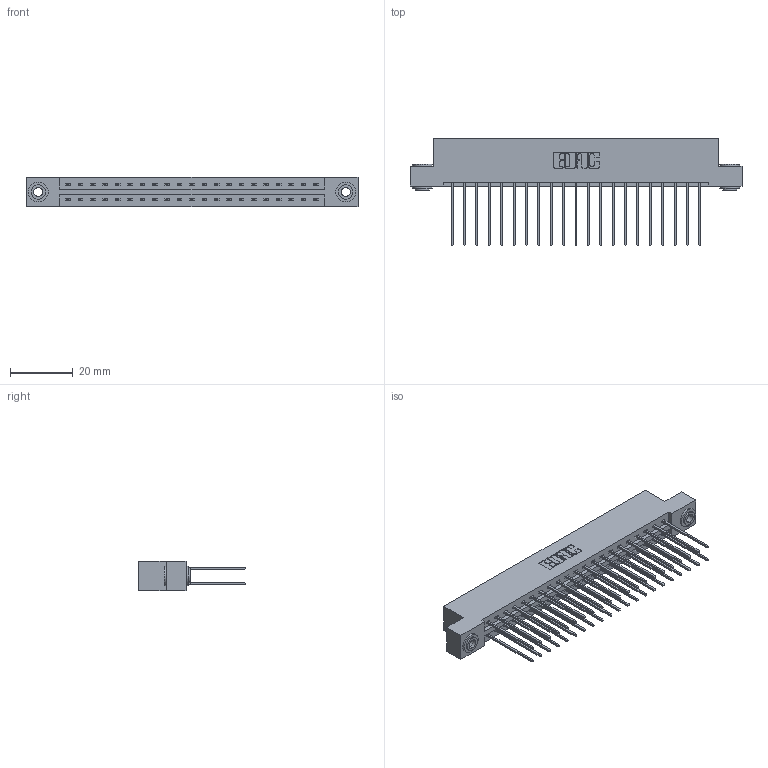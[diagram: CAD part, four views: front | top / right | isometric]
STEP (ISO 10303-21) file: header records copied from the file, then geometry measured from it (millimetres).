
FILE_DESCRIPTION (( 'STEP AP203' ), '1' );
FILE_NAME ('387-042-541-203.STEP', '2018-09-19T22:40:37', ( '' ), ( '' ), 'SwSTEP 2.0', 'SolidWorks 2016', '' );
FILE_SCHEMA (( 'CONFIG_CONTROL_DESIGN' ));
Length unit declared in the file: inch
Products named in the file (4): 345-250-002_345-250-002-102; 387-042-541-203; 337 Part_Flush Mounting Lugs - 0.156 Dia-TH; 345-292-001_345-293-141
Assembly tree (45 placements, depth 2):
  387-042-541-203
    337 Part_Flush Mounting Lugs - 0.156 Dia-TH
    345-292-001_345-293-141  x42
    345-250-002_345-250-002-102  x2
Bounding box: 106.22 x 34.3 x 9.4 mm (x, y, z)
Volume: 11175.4 mm3; surface area: 13863.8 mm2
Topology: 45 solids, 45 shells, 2420 faces, 7149 edges, 4706 vertices
Faces by surface type: plane 1676, cylinder 736, cone 8
Entity records: 19666 total; most frequent: CARTESIAN_POINT 3305, ORIENTED_EDGE 3234, DIRECTION 2883, EDGE_CURVE 1617, VECTOR 1465, LINE 1465, VERTEX_POINT 1074, AXIS2_PLACEMENT_3D 709
